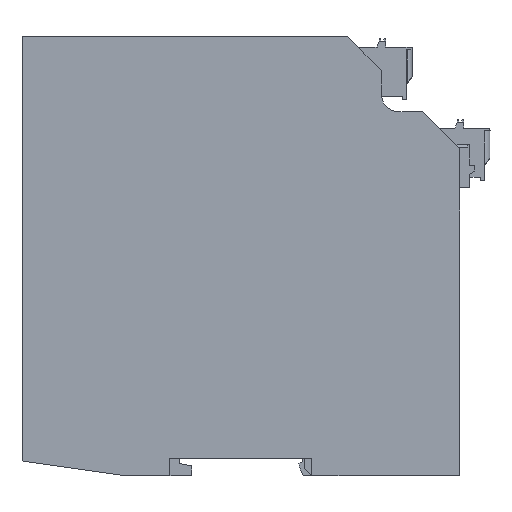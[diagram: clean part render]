
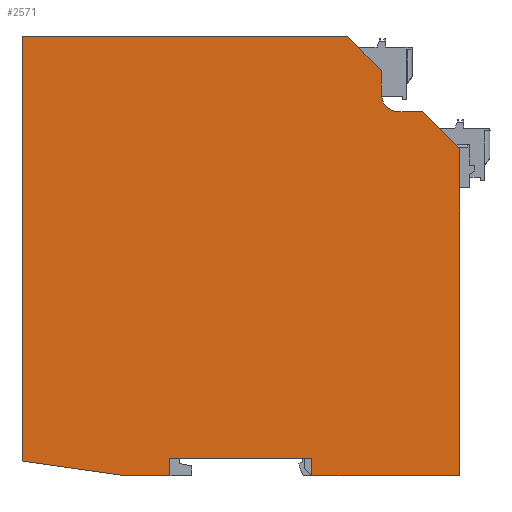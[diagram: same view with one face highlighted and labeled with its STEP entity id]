
A CAD part, left-side view. The second image highlights one B-rep face of the part: STEP entity #2571.
In plain terms, the highlighted planar face has unit normal (-1, 0, 0).
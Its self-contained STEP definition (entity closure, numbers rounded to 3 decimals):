
#2571=ADVANCED_FACE('NONE',(#5245),#5246,.T.);
#5245=FACE_OUTER_BOUND('',#12241,.T.);
#5246=PLANE('',#12242);
#12241=EDGE_LOOP('',(#19700,#19701,#19702,#19703,#19704,#19705,#19706,#19707,#19708,#19709,#19710,#19711,#19712,#19713,#19714,#19715));
#12242=AXIS2_PLACEMENT_3D('',#19716,#19717,#19718);
#19700=ORIENTED_EDGE('',*,*,#23679,.T.);
#19701=ORIENTED_EDGE('',*,*,#23034,.T.);
#19702=ORIENTED_EDGE('',*,*,#23680,.F.);
#19703=ORIENTED_EDGE('',*,*,#23681,.F.);
#19704=ORIENTED_EDGE('',*,*,#23052,.T.);
#19705=ORIENTED_EDGE('',*,*,#23676,.T.);
#19706=ORIENTED_EDGE('',*,*,#23682,.T.);
#19707=ORIENTED_EDGE('',*,*,#23683,.F.);
#19708=ORIENTED_EDGE('',*,*,#23684,.F.);
#19709=ORIENTED_EDGE('',*,*,#22926,.T.);
#19710=ORIENTED_EDGE('',*,*,#23685,.F.);
#19711=ORIENTED_EDGE('',*,*,#22931,.T.);
#19712=ORIENTED_EDGE('',*,*,#23686,.T.);
#19713=ORIENTED_EDGE('',*,*,#23687,.F.);
#19714=ORIENTED_EDGE('',*,*,#23688,.F.);
#19715=ORIENTED_EDGE('',*,*,#23689,.F.);
#19716=CARTESIAN_POINT('',(0.,133.622,125.16));
#19717=DIRECTION('',(-1.0,0.,0.));
#19718=DIRECTION('',(0.,0.0,1.0));
#22926=EDGE_CURVE('NONE',#27505,#27502,#27506,.T.);
#22931=EDGE_CURVE('NONE',#27514,#27511,#27515,.T.);
#23034=EDGE_CURVE('NONE',#27663,#27661,#27664,.T.);
#23052=EDGE_CURVE('NONE',#27689,#27687,#27690,.T.);
#23676=EDGE_CURVE('NONE',#27687,#28521,#28522,.T.);
#23679=EDGE_CURVE('NONE',#28525,#27663,#28526,.T.);
#23680=EDGE_CURVE('NONE',#28527,#27661,#28528,.T.);
#23681=EDGE_CURVE('NONE',#27689,#28527,#28529,.T.);
#23682=EDGE_CURVE('NONE',#28521,#28530,#28531,.T.);
#23683=EDGE_CURVE('NONE',#28532,#28530,#28533,.T.);
#23684=EDGE_CURVE('NONE',#27505,#28532,#28534,.T.);
#23685=EDGE_CURVE('NONE',#27514,#27502,#28535,.T.);
#23686=EDGE_CURVE('NONE',#27511,#28536,#28537,.T.);
#23687=EDGE_CURVE('NONE',#28538,#28536,#28539,.T.);
#23688=EDGE_CURVE('NONE',#28540,#28538,#28541,.T.);
#23689=EDGE_CURVE('NONE',#28525,#28540,#28542,.T.);
#27502=VERTEX_POINT('NONE',#36548);
#27505=VERTEX_POINT('NONE',#36552);
#27506=LINE('',#36553,#36554);
#27511=VERTEX_POINT('NONE',#36561);
#27514=VERTEX_POINT('NONE',#36565);
#27515=LINE('',#36566,#36567);
#27661=VERTEX_POINT('NONE',#36789);
#27663=VERTEX_POINT('NONE',#36792);
#27664=LINE('',#36793,#36794);
#27687=VERTEX_POINT('NONE',#36827);
#27689=VERTEX_POINT('NONE',#36830);
#27690=LINE('',#36831,#36832);
#28521=VERTEX_POINT('NONE',#39403);
#28522=LINE('',#39404,#39405);
#28525=VERTEX_POINT('NONE',#39409);
#28526=CIRCLE('',#39410,5.0);
#28527=VERTEX_POINT('NONE',#39411);
#28528=LINE('',#39412,#39413);
#28529=LINE('',#39414,#39415);
#28530=VERTEX_POINT('NONE',#39416);
#28531=LINE('',#39417,#39418);
#28532=VERTEX_POINT('NONE',#39419);
#28533=LINE('',#39420,#39421);
#28534=LINE('',#39422,#39423);
#28535=LINE('',#39424,#39425);
#28536=VERTEX_POINT('NONE',#39426);
#28537=LINE('',#39427,#39428);
#28538=VERTEX_POINT('NONE',#39429);
#28539=LINE('',#39430,#39431);
#28540=VERTEX_POINT('NONE',#39432);
#28541=LINE('',#39433,#39434);
#28542=LINE('',#39435,#39436);
#36548=CARTESIAN_POINT('',(0.,91.372,5.));
#36552=CARTESIAN_POINT('',(0.,91.372,0.));
#36553=CARTESIAN_POINT('',(0.,91.372,125.16));
#36554=VECTOR('',#41917,1000.0);
#36561=CARTESIAN_POINT('',(0.,50.872,0.));
#36565=CARTESIAN_POINT('',(0.,50.872,5.));
#36566=CARTESIAN_POINT('',(0.,50.872,125.16));
#36567=VECTOR('',#41921,1000.0);
#36789=CARTESIAN_POINT('',(0.,31.003,115.646));
#36792=CARTESIAN_POINT('',(0.,31.003,108.84));
#36793=CARTESIAN_POINT('',(0.,31.003,125.16));
#36794=VECTOR('',#41999,1000.0);
#36827=CARTESIAN_POINT('',(0.,40.859,125.36));
#36830=CARTESIAN_POINT('',(0.,40.859,125.34));
#36831=CARTESIAN_POINT('',(0.,40.859,125.16));
#36832=VECTOR('',#42014,1000.0);
#39403=CARTESIAN_POINT('',(0.,133.622,125.36));
#39404=CARTESIAN_POINT('',(0.,133.622,125.36));
#39405=VECTOR('',#42329,1000.0);
#39409=CARTESIAN_POINT('',(0.,26.003,103.84));
#39410=AXIS2_PLACEMENT_3D('',#42331,#42332,#42333);
#39411=CARTESIAN_POINT('',(0.,40.697,125.34));
#39412=CARTESIAN_POINT('',(0.,31.003,115.646));
#39413=VECTOR('',#42334,1000.0);
#39414=CARTESIAN_POINT('',(0.,40.867,125.34));
#39415=VECTOR('',#42335,1000.0);
#39416=CARTESIAN_POINT('',(0.,133.622,4.15));
#39417=CARTESIAN_POINT('',(0.,133.622,125.16));
#39418=VECTOR('',#42336,1000.0);
#39419=CARTESIAN_POINT('',(0.,104.572,0.));
#39420=CARTESIAN_POINT('',(0.,104.572,0.));
#39421=VECTOR('',#42337,1000.0);
#39422=CARTESIAN_POINT('',(0.,104.572,0.));
#39423=VECTOR('',#42338,1000.0);
#39424=CARTESIAN_POINT('',(0.,91.372,5.));
#39425=VECTOR('',#42339,1000.0);
#39426=CARTESIAN_POINT('',(0.,8.622,0.));
#39427=CARTESIAN_POINT('',(0.,115.973,0.));
#39428=VECTOR('',#42340,1000.0);
#39429=CARTESIAN_POINT('',(0.,8.622,93.265));
#39430=CARTESIAN_POINT('',(0.,8.622,85.904));
#39431=VECTOR('',#42341,1000.0);
#39432=CARTESIAN_POINT('',(0.,19.197,103.84));
#39433=CARTESIAN_POINT('',(0.,19.197,103.84));
#39434=VECTOR('',#42342,1000.0);
#39435=CARTESIAN_POINT('',(0.,19.197,103.84));
#39436=VECTOR('',#42343,1000.0);
#41917=DIRECTION('',(0.,0.,1.0));
#41921=DIRECTION('',(0.,0.,-1.0));
#41999=DIRECTION('',(0.,0.,1.0));
#42014=DIRECTION('',(0.,0.,1.0));
#42329=DIRECTION('',(0.,1.0,0.0));
#42331=CARTESIAN_POINT('',(0.,26.003,108.84));
#42332=DIRECTION('',(1.0,0.,0.));
#42333=DIRECTION('',(0.,-1.0,0.0));
#42334=DIRECTION('',(0.0,-0.707,-0.707));
#42335=DIRECTION('',(0.,-1.0,0.));
#42336=DIRECTION('',(0.,0.,-1.0));
#42337=DIRECTION('',(0.0,0.99,0.141));
#42338=DIRECTION('',(0.,1.0,0.));
#42339=DIRECTION('',(0.,1.0,0.));
#42340=DIRECTION('',(0.,-1.0,0.));
#42341=DIRECTION('',(0.,0.,-1.0));
#42342=DIRECTION('',(0.0,-0.707,-0.707));
#42343=DIRECTION('',(0.,-1.0,0.));
